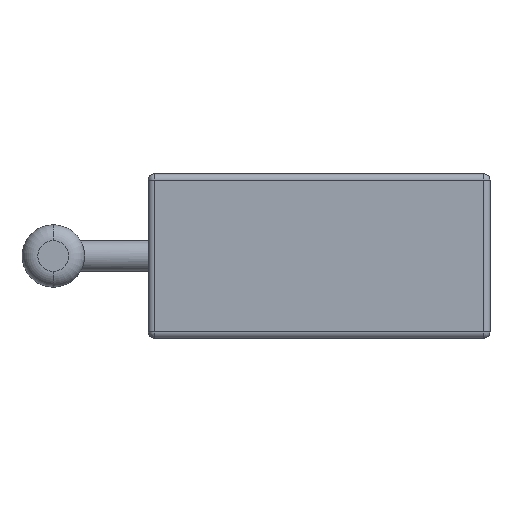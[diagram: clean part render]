
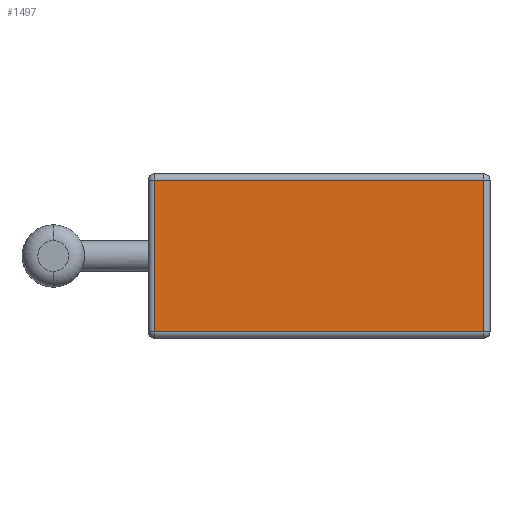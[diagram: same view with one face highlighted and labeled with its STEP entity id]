
A CAD part, front view. The second image highlights one B-rep face of the part: STEP entity #1497.
In plain terms, the highlighted planar face has unit normal (0, -1, 0).
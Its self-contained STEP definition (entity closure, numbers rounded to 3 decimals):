
#13 = FACE_OUTER_BOUND ( 'NONE', #791, .T. ) ;
#20 = DIRECTION ( 'NONE',  ( 0., 0., 1. ) ) ;
#73 = CARTESIAN_POINT ( 'NONE',  ( 69., -1., 12. ) ) ;
#76 = VECTOR ( 'NONE', #1297, 1000. ) ;
#90 = VECTOR ( 'NONE', #101, 1000. ) ;
#101 = DIRECTION ( 'NONE',  ( 1., 0., 0. ) ) ;
#167 = EDGE_CURVE ( 'NONE', #1448, #603, #1525, .T. ) ;
#170 = DIRECTION ( 'NONE',  ( -1., 0., 0. ) ) ;
#244 = CARTESIAN_POINT ( 'NONE',  ( 68., -1., 12. ) ) ;
#375 = DIRECTION ( 'NONE',  ( 0., 1., 0. ) ) ;
#390 = CARTESIAN_POINT ( 'NONE',  ( 16., -1., -12. ) ) ;
#400 = LINE ( 'NONE', #978, #530 ) ;
#485 = ORIENTED_EDGE ( 'NONE', *, *, #1072, .T. ) ;
#530 = VECTOR ( 'NONE', #1228, 1000. ) ;
#603 = VERTEX_POINT ( 'NONE', #390 ) ;
#630 = VECTOR ( 'NONE', #170, 1000. ) ;
#702 = CARTESIAN_POINT ( 'NONE',  ( 69., -1., -12. ) ) ;
#744 = VERTEX_POINT ( 'NONE', #1282 ) ;
#791 = EDGE_LOOP ( 'NONE', ( #1059, #485, #890, #923 ) ) ;
#835 = EDGE_CURVE ( 'NONE', #603, #744, #1277, .T. ) ;
#865 = VERTEX_POINT ( 'NONE', #244 ) ;
#890 = ORIENTED_EDGE ( 'NONE', *, *, #167, .T. ) ;
#923 = ORIENTED_EDGE ( 'NONE', *, *, #835, .T. ) ;
#939 = CARTESIAN_POINT ( 'NONE',  ( 16., -1., -13. ) ) ;
#950 = CARTESIAN_POINT ( 'NONE',  ( 16., -1., 12. ) ) ;
#978 = CARTESIAN_POINT ( 'NONE',  ( 68., -1., 13. ) ) ;
#1059 = ORIENTED_EDGE ( 'NONE', *, *, #1510, .T. ) ;
#1072 = EDGE_CURVE ( 'NONE', #865, #1448, #1355, .T. ) ;
#1076 = PLANE ( 'NONE',  #1467 ) ;
#1084 = CARTESIAN_POINT ( 'NONE',  ( 69., -1., 13. ) ) ;
#1228 = DIRECTION ( 'NONE',  ( 0., 0., 1. ) ) ;
#1277 = LINE ( 'NONE', #702, #90 ) ;
#1282 = CARTESIAN_POINT ( 'NONE',  ( 68., -1., -12. ) ) ;
#1297 = DIRECTION ( 'NONE',  ( 0., 0., -1. ) ) ;
#1355 = LINE ( 'NONE', #73, #630 ) ;
#1448 = VERTEX_POINT ( 'NONE', #950 ) ;
#1467 = AXIS2_PLACEMENT_3D ( 'NONE', #1084, #375, #20 ) ;
#1497 = ADVANCED_FACE ( 'NONE', ( #13 ), #1076, .F. ) ;
#1510 = EDGE_CURVE ( 'NONE', #744, #865, #400, .T. ) ;
#1525 = LINE ( 'NONE', #939, #76 ) ;
